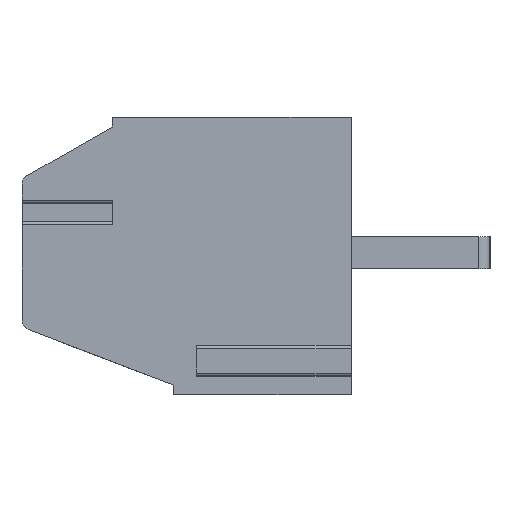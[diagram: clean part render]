
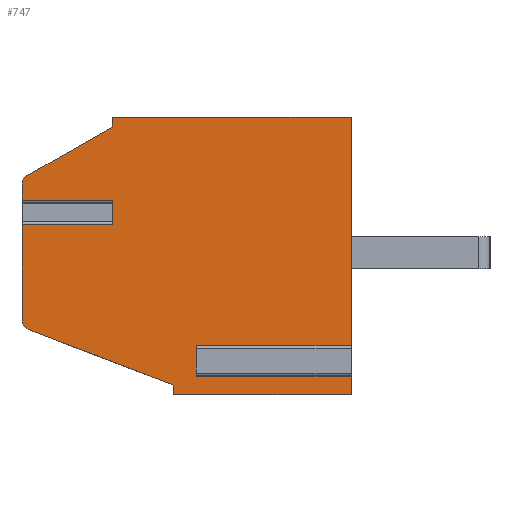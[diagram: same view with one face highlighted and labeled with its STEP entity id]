
A CAD part, left-side view. The second image highlights one B-rep face of the part: STEP entity #747.
In plain terms, the highlighted planar face has unit normal (-1, 0, 0).
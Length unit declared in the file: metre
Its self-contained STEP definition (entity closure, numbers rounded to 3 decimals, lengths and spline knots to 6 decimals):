
#747=ADVANCED_FACE('',(#1840),#1841,.T.);
#1840=FACE_OUTER_BOUND('',#3278,.T.);
#1841=PLANE('',#3279);
#3278=EDGE_LOOP('',(#5512,#5513,#5514,#5515,#5516,#5517,#5518,#5519,#5520,#5521,#5522,#5523,#5524,#5525,#5526,#5527,#5528,#5529));
#3279=AXIS2_PLACEMENT_3D('',#5530,#5531,#5532);
#5512=ORIENTED_EDGE('',*,*,#9239,.T.);
#5513=ORIENTED_EDGE('',*,*,#9240,.T.);
#5514=ORIENTED_EDGE('',*,*,#9241,.T.);
#5515=ORIENTED_EDGE('',*,*,#8942,.T.);
#5516=ORIENTED_EDGE('',*,*,#9242,.T.);
#5517=ORIENTED_EDGE('',*,*,#8936,.F.);
#5518=ORIENTED_EDGE('',*,*,#9243,.F.);
#5519=ORIENTED_EDGE('',*,*,#8733,.F.);
#5520=ORIENTED_EDGE('',*,*,#9169,.T.);
#5521=ORIENTED_EDGE('',*,*,#8929,.F.);
#5522=ORIENTED_EDGE('',*,*,#9244,.T.);
#5523=ORIENTED_EDGE('',*,*,#9245,.T.);
#5524=ORIENTED_EDGE('',*,*,#8700,.T.);
#5525=ORIENTED_EDGE('',*,*,#9246,.T.);
#5526=ORIENTED_EDGE('',*,*,#9247,.T.);
#5527=ORIENTED_EDGE('',*,*,#8784,.T.);
#5528=ORIENTED_EDGE('',*,*,#8819,.F.);
#5529=ORIENTED_EDGE('',*,*,#9122,.T.);
#5530=CARTESIAN_POINT('',(0.0,0.0099,-0.002078));
#5531=DIRECTION('',(-1.0,0.,0.0));
#5532=DIRECTION('',(0.0,0.0,1.0));
#8700=EDGE_CURVE('',#10507,#10512,#10514,.T.);
#8733=EDGE_CURVE('',#10572,#10573,#10574,.T.);
#8784=EDGE_CURVE('',#10662,#10663,#10664,.T.);
#8819=EDGE_CURVE('',#10724,#10663,#10726,.T.);
#8929=EDGE_CURVE('',#10919,#10921,#10922,.T.);
#8936=EDGE_CURVE('',#10932,#10904,#10934,.T.);
#8942=EDGE_CURVE('',#10938,#10943,#10945,.T.);
#9122=EDGE_CURVE('',#10724,#11234,#11236,.T.);
#9169=EDGE_CURVE('',#10572,#10921,#11302,.T.);
#9239=EDGE_CURVE('',#11234,#11415,#11416,.T.);
#9240=EDGE_CURVE('',#11415,#11417,#11418,.T.);
#9241=EDGE_CURVE('',#11417,#10938,#11419,.T.);
#9242=EDGE_CURVE('',#10943,#10904,#11420,.T.);
#9243=EDGE_CURVE('',#10573,#10932,#11421,.T.);
#9244=EDGE_CURVE('',#10919,#11422,#11423,.T.);
#9245=EDGE_CURVE('',#11422,#10507,#11424,.T.);
#9246=EDGE_CURVE('',#10512,#11425,#11426,.T.);
#9247=EDGE_CURVE('',#11425,#10662,#11427,.T.);
#10507=VERTEX_POINT('',#13127);
#10512=VERTEX_POINT('',#13134);
#10514=LINE('',#13137,#13138);
#10572=VERTEX_POINT('',#13219);
#10573=VERTEX_POINT('',#13220);
#10574=LINE('',#13221,#13222);
#10662=VERTEX_POINT('',#13346);
#10663=VERTEX_POINT('',#13347);
#10664=LINE('',#13348,#13349);
#10724=VERTEX_POINT('',#13435);
#10726=LINE('',#13437,#13438);
#10904=VERTEX_POINT('',#13686);
#10919=VERTEX_POINT('',#13707);
#10921=VERTEX_POINT('',#13710);
#10922=LINE('',#13711,#13712);
#10932=VERTEX_POINT('',#13724);
#10934=LINE('',#13726,#13727);
#10938=VERTEX_POINT('',#13731);
#10943=VERTEX_POINT('',#13738);
#10945=LINE('',#13741,#13742);
#11234=VERTEX_POINT('',#14157);
#11236=LINE('',#14159,#14160);
#11302=LINE('',#14250,#14251);
#11415=VERTEX_POINT('',#14408);
#11416=LINE('',#14409,#14410);
#11417=VERTEX_POINT('',#14411);
#11418=LINE('',#14412,#14413);
#11419=LINE('',#14414,#14415);
#11420=CIRCLE('',#14416,0.0003);
#11421=LINE('',#14417,#14418);
#11422=VERTEX_POINT('',#14419);
#11423=CIRCLE('',#14420,0.0003);
#11424=LINE('',#14421,#14422);
#11425=VERTEX_POINT('',#14423);
#11426=LINE('',#14424,#14425);
#11427=LINE('',#14426,#14427);
#13127=CARTESIAN_POINT('',(0.0,0.0055,-0.0083));
#13134=CARTESIAN_POINT('',(0.0,0.0055,-0.0086));
#13137=CARTESIAN_POINT('',(0.0,0.0055,-0.0086));
#13138=VECTOR('',#16340,1.0);
#13219=CARTESIAN_POINT('',(0.,0.0074,-0.003327));
#13220=CARTESIAN_POINT('',(0.,0.0074,-0.002573));
#13221=CARTESIAN_POINT('',(0.0,0.0074,-0.006298));
#13222=VECTOR('',#16373,1.0);
#13346=CARTESIAN_POINT('',(0.0,0.0,-0.007927));
#13347=CARTESIAN_POINT('',(0.,0.0048,-0.007927));
#13348=CARTESIAN_POINT('',(0.0,0.0048,-0.007927));
#13349=VECTOR('',#16428,1.0);
#13435=CARTESIAN_POINT('',(0.0,0.0048,-0.007173));
#13437=CARTESIAN_POINT('',(0.0,0.0048,-0.007754));
#13438=VECTOR('',#16467,1.0);
#13686=CARTESIAN_POINT('',(0.0,0.0102,-0.002078));
#13707=CARTESIAN_POINT('',(0.0,0.0102,-0.006298));
#13710=CARTESIAN_POINT('',(0.,0.0102,-0.003327));
#13711=CARTESIAN_POINT('',(0.0,0.0102,-0.006298));
#13712=VECTOR('',#16590,1.0);
#13724=CARTESIAN_POINT('',(0.,0.0102,-0.002573));
#13726=CARTESIAN_POINT('',(0.0,0.0102,-0.006298));
#13727=VECTOR('',#16605,1.0);
#13731=CARTESIAN_POINT('',(0.0,0.0074,-0.000304));
#13738=CARTESIAN_POINT('',(0.0,0.010049,-0.001818));
#13741=CARTESIAN_POINT('',(0.0,0.010049,-0.001818));
#13742=VECTOR('',#16612,1.0);
#14157=CARTESIAN_POINT('',(0.0,0.0,-0.007173));
#14159=CARTESIAN_POINT('',(0.0,0.0,-0.007173));
#14160=VECTOR('',#16810,1.0);
#14250=CARTESIAN_POINT('',(0.,-0.004301,-0.003327));
#14251=VECTOR('',#16856,1.0);
#14408=CARTESIAN_POINT('',(0.0,0.0,0.0));
#14409=CARTESIAN_POINT('',(0.0,0.0,0.0));
#14410=VECTOR('',#16937,1.0);
#14411=CARTESIAN_POINT('',(0.0,0.0074,0.0));
#14412=CARTESIAN_POINT('',(0.0,0.0074,0.0));
#14413=VECTOR('',#16938,1.0);
#14414=CARTESIAN_POINT('',(0.0,0.0074,-0.000304));
#14415=VECTOR('',#16939,1.0);
#14416=AXIS2_PLACEMENT_3D('',#16940,#16941,#16942);
#14417=CARTESIAN_POINT('',(0.,-0.004301,-0.002573));
#14418=VECTOR('',#16943,1.0);
#14419=CARTESIAN_POINT('',(0.0,0.010007,-0.006578));
#14420=AXIS2_PLACEMENT_3D('',#16944,#16945,#16946);
#14421=CARTESIAN_POINT('',(0.0,0.0055,-0.0083));
#14422=VECTOR('',#16947,1.0);
#14423=CARTESIAN_POINT('',(0.0,0.0,-0.0086));
#14424=CARTESIAN_POINT('',(0.0,0.0,-0.0086));
#14425=VECTOR('',#16948,1.0);
#14426=CARTESIAN_POINT('',(0.0,0.0,0.0));
#14427=VECTOR('',#16949,1.0);
#16340=DIRECTION('',(0.0,0.0,-1.0));
#16373=DIRECTION('',(0.0,0.0,1.0));
#16428=DIRECTION('',(0.0,1.0,0.0));
#16467=DIRECTION('',(0.0,0.0,-1.0));
#16590=DIRECTION('',(0.0,0.0,1.0));
#16605=DIRECTION('',(0.0,0.0,1.0));
#16612=DIRECTION('',(0.0,0.868,-0.496));
#16810=DIRECTION('',(0.0,-1.0,0.0));
#16856=DIRECTION('',(0.0,1.0,0.0));
#16937=DIRECTION('',(0.0,0.0,1.0));
#16938=DIRECTION('',(0.0,1.0,0.0));
#16939=DIRECTION('',(0.0,0.0,-1.0));
#16940=CARTESIAN_POINT('',(0.0,0.0099,-0.002078));
#16941=DIRECTION('',(-1.0,0.,0.0));
#16942=DIRECTION('',(0.0,0.0,1.0));
#16943=DIRECTION('',(0.0,1.0,0.0));
#16944=CARTESIAN_POINT('',(0.0,0.0099,-0.006298));
#16945=DIRECTION('',(-1.0,0.,0.0));
#16946=DIRECTION('',(0.0,0.0,1.0));
#16947=DIRECTION('',(0.0,-0.934,-0.357));
#16948=DIRECTION('',(0.0,-1.0,0.));
#16949=DIRECTION('',(0.0,0.0,1.0));
